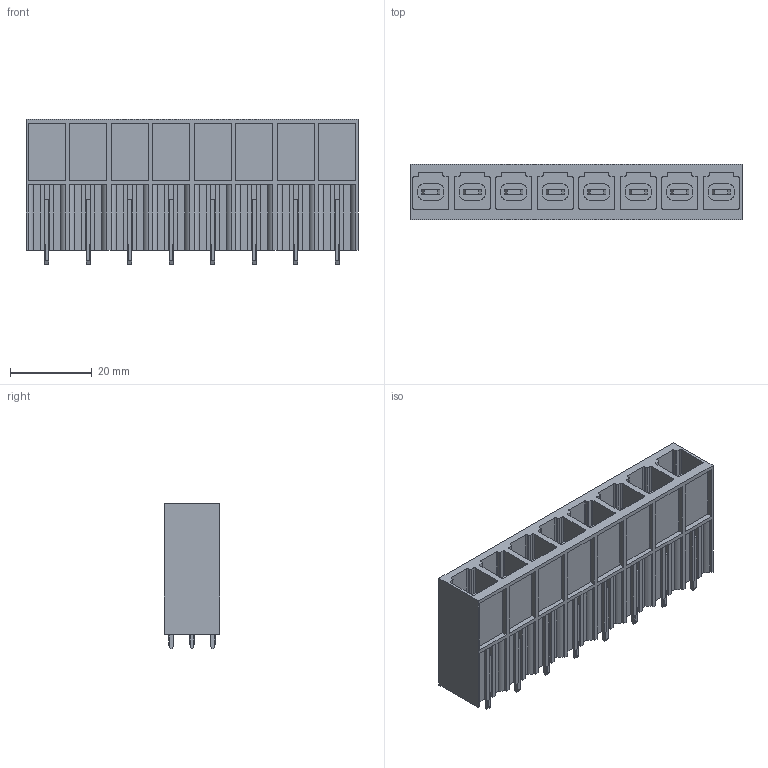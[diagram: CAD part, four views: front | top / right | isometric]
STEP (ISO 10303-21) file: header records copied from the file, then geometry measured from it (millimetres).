
FILE_DESCRIPTION(('CATIA V5 STEP Exchange','CAx-IF Rec.Pracs.--- Model Styling and Organization---1.2---2011-12-15'),'2;1');
FILE_NAME ('D1456666_0_1813470000_1813470000.stp','2018-11-27T05:19:35+00:00',('none'),('Weidmueller'),'CATIA Version 5-6 Release 2014','CATIA V5 STEP AP214','none');
FILE_SCHEMA(('AUTOMOTIVE_DESIGN { 1 0 10303 214 1 1 1 1 }'));
Length unit declared in the file: millimetre
Products named in the file (1): 1813470000
Bounding box: 81.28 x 13.6 x 35.5 mm (x, y, z)
Volume: 16312.5 mm3; surface area: 26459.8 mm2
Topology: 9 solids, 9 shells, 1174 faces, 3412 edges, 2272 vertices
Faces by surface type: plane 1030, cylinder 144
Entity records: 34468 total; most frequent: ORIENTED_EDGE 6824, CARTESIAN_POINT 6250, DIRECTION 4302, EDGE_CURVE 3412, VECTOR 3044, LINE 3044, VERTEX_POINT 2272, EDGE_LOOP 1206
